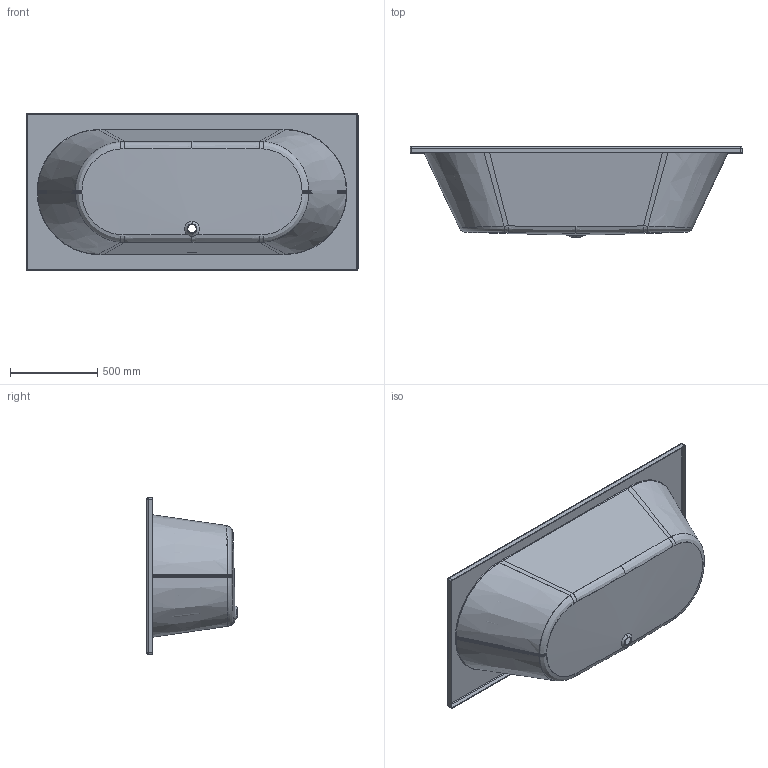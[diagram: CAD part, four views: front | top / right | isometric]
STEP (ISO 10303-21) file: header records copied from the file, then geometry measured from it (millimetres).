
FILE_DESCRIPTION((''),'2;1');
FILE_NAME('UBA190CAS2V','2023-11-20T16:50:28',('hegemanc'),('Villeroy & Boch Wellness bv'),'CREO PARAMETRIC BY PTC INC, 2022414','CREO PARAMETRIC BY PTC INC, 2022414','');
FILE_SCHEMA(('AP242_MANAGED_MODEL_BASED_3D_ENGINEERING_MIM_LF { 1 0 10303 442 1 1 4 }'));
Length unit declared in the file: millimetre
Products named in the file (1): UBA190CAS2V
Bounding box: 1900 x 518 x 900 mm (x, y, z)
Volume: 16391351.4 mm3; surface area: 6586704.2 mm2
Topology: 1 solids, 1 shells, 153 faces, 389 edges, 254 vertices
Faces by surface type: bspline 114, cylinder 20, plane 13, cone 6
Entity records: 15638 total; most frequent: CARTESIAN_POINT 10886, COLOUR_RGB 1450, ORIENTED_EDGE 720, DIRECTION 429, EDGE_CURVE 360, VERTEX_POINT 212, AXIS2_PLACEMENT_3D 174, B_SPLINE_CURVE_WITH_KNOTS 174
